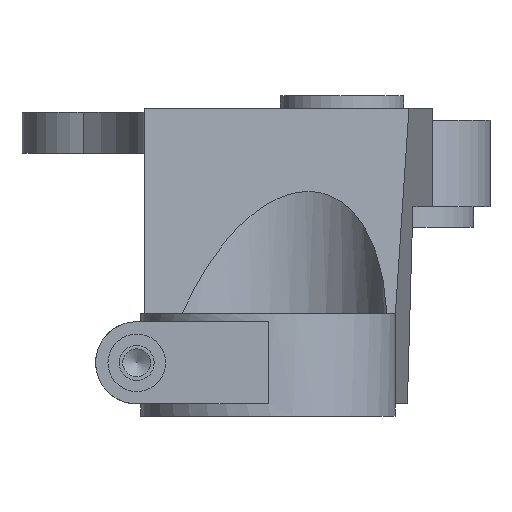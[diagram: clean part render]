
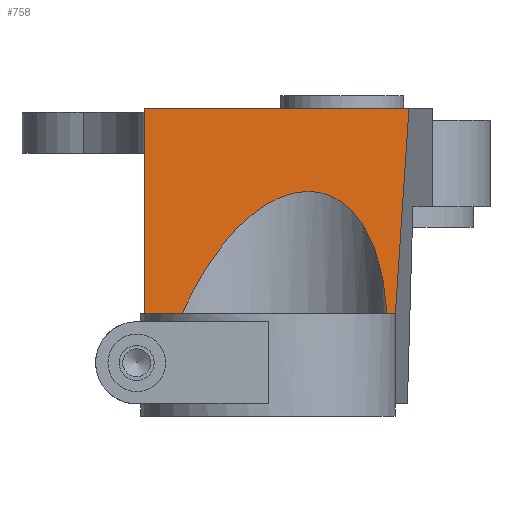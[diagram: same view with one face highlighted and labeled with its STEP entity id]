
A CAD part, left-side view. The second image highlights one B-rep face of the part: STEP entity #758.
In plain terms, the highlighted planar face has unit normal (-0.815, 0.292, 0.5).
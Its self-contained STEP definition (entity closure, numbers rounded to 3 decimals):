
#143=ELLIPSE('',#2869,57.969,29.);
#144=ELLIPSE('',#2870,61.967,31.);
#181=FACE_OUTER_BOUND('',#1105,.T.);
#289=LINE('',#4055,#473);
#370=LINE('',#4336,#554);
#371=LINE('',#4341,#555);
#372=LINE('',#4343,#556);
#373=LINE('',#4344,#557);
#374=LINE('',#4346,#558);
#473=VECTOR('',#3175,1.);
#554=VECTOR('',#3468,1.);
#555=VECTOR('',#3471,1.);
#556=VECTOR('',#3472,1.);
#557=VECTOR('',#3473,1.);
#558=VECTOR('',#3474,1.);
#758=ADVANCED_FACE('',(#181),#893,.T.);
#893=PLANE('',#2871);
#1105=EDGE_LOOP('',(#1535,#1536,#1537,#1538,#1539,#1540,#1541,#1542));
#1535=ORIENTED_EDGE('',*,*,#2387,.T.);
#1536=ORIENTED_EDGE('',*,*,#2388,.F.);
#1537=ORIENTED_EDGE('',*,*,#2389,.T.);
#1538=ORIENTED_EDGE('',*,*,#2390,.T.);
#1539=ORIENTED_EDGE('',*,*,#2253,.T.);
#1540=ORIENTED_EDGE('',*,*,#2391,.T.);
#1541=ORIENTED_EDGE('',*,*,#2392,.F.);
#1542=ORIENTED_EDGE('',*,*,#2393,.F.);
#2008=VERTEX_POINT('',#4054);
#2009=VERTEX_POINT('',#4056);
#2103=VERTEX_POINT('',#4337);
#2104=VERTEX_POINT('',#4338);
#2105=VERTEX_POINT('',#4340);
#2106=VERTEX_POINT('',#4342);
#2107=VERTEX_POINT('',#4345);
#2108=VERTEX_POINT('',#4347);
#2253=EDGE_CURVE('',#2009,#2008,#289,.T.);
#2387=EDGE_CURVE('',#2103,#2104,#370,.T.);
#2388=EDGE_CURVE('',#2105,#2104,#143,.T.);
#2389=EDGE_CURVE('',#2105,#2106,#371,.T.);
#2390=EDGE_CURVE('',#2106,#2009,#372,.T.);
#2391=EDGE_CURVE('',#2008,#2107,#373,.T.);
#2392=EDGE_CURVE('',#2108,#2107,#374,.T.);
#2393=EDGE_CURVE('',#2103,#2108,#144,.T.);
#2869=AXIS2_PLACEMENT_3D('',#4339,#3469,#3470);
#2870=AXIS2_PLACEMENT_3D('',#4348,#3475,#3476);
#2871=AXIS2_PLACEMENT_3D('',#4349,#3477,#3478);
#3175=DIRECTION('',(0.337,0.942,0.));
#3468=DIRECTION('',(-0.337,-0.942,0.));
#3469=DIRECTION('',(-0.815,0.292,0.5));
#3470=DIRECTION('',(-0.471,0.169,-0.866));
#3471=DIRECTION('',(-0.337,-0.942,0.));
#3472=DIRECTION('',(0.507,-0.057,0.86));
#3473=DIRECTION('',(-0.523,0.,-0.852));
#3474=DIRECTION('',(0.337,0.942,0.));
#3475=DIRECTION('',(-0.815,0.292,0.5));
#3476=DIRECTION('',(-0.471,0.169,-0.866));
#3477=DIRECTION('',(-0.815,0.292,0.5));
#3478=DIRECTION('',(0.337,0.942,0.));
#4054=CARTESIAN_POINT('',(-50.,60.,75.));
#4055=CARTESIAN_POINT('',(-61.5,27.866,75.));
#4056=CARTESIAN_POINT('',(-73.,-4.268,75.));
#4336=CARTESIAN_POINT('',(-92.847,26.009,25.));
#4337=CARTESIAN_POINT('',(-83.194,52.981,25.));
#4338=CARTESIAN_POINT('',(-83.928,50.931,25.));
#4339=CARTESIAN_POINT('',(-104.,30.,4.498));
#4340=CARTESIAN_POINT('',(-101.766,1.086,25.));
#4341=CARTESIAN_POINT('',(-91.591,29.518,25.));
#4342=CARTESIAN_POINT('',(-102.5,-0.964,25.));
#4343=CARTESIAN_POINT('',(-87.75,-2.616,50.));
#4344=CARTESIAN_POINT('',(-65.341,60.,50.));
#4345=CARTESIAN_POINT('',(-81.91,60.,23.));
#4346=CARTESIAN_POINT('',(-89.787,37.989,23.));
#4347=CARTESIAN_POINT('',(-84.13,53.795,23.));
#4348=CARTESIAN_POINT('',(-104.,30.,4.498));
#4349=CARTESIAN_POINT('',(-61.5,27.866,75.));
